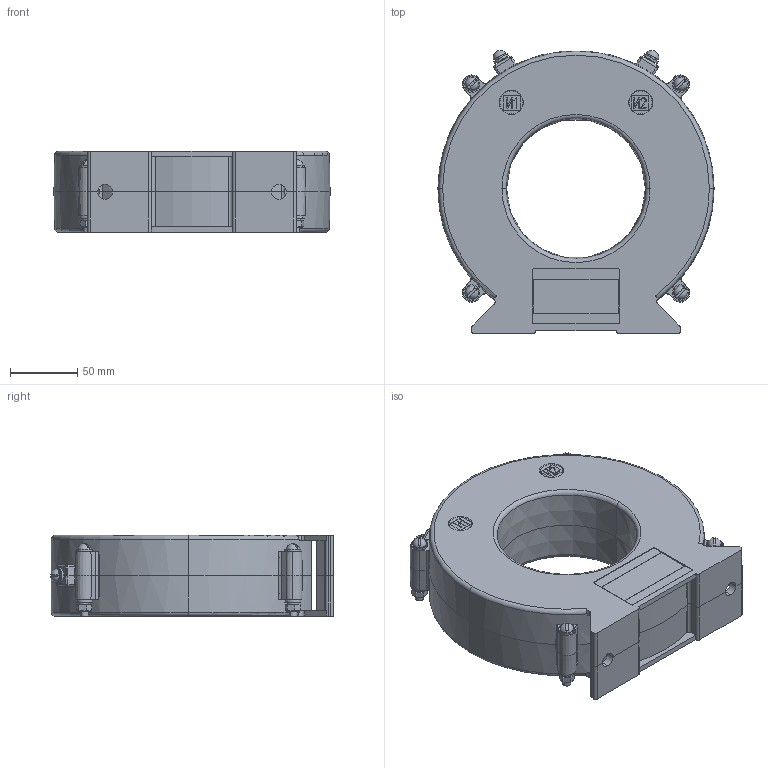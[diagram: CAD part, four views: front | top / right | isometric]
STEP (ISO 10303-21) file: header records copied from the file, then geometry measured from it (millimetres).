
FILE_DESCRIPTION (( 'STEP AP203' ), '1' );
FILE_NAME ('痀佮-I-1.STEP', '2017-12-21T09:37:23', ( '' ), ( '' ), 'SwSTEP 2.0', 'SolidWorks 2010', '' );
FILE_SCHEMA (( 'CONFIG_CONTROL_DESIGN' ));
Length unit declared in the file: millimetre
Products named in the file (1): 痀佮-I-1
Bounding box: 205 x 210.03 x 60.4 mm (x, y, z)
Surface area: 177230.1 mm2 (no closed solid volume)
Topology: 0 solids, 44 shells, 423 faces, 1647 edges, 1254 vertices
Faces by surface type: plane 211, cylinder 98, cone 68, sphere 22, torus 18, bspline 6
Entity records: 19059 total; most frequent: CARTESIAN_POINT 5643, DIRECTION 2835, ORIENTED_EDGE 2398, EDGE_CURVE 1639, VERTEX_POINT 1250, AXIS2_PLACEMENT_3D 1076, VECTOR 683, LINE 683
